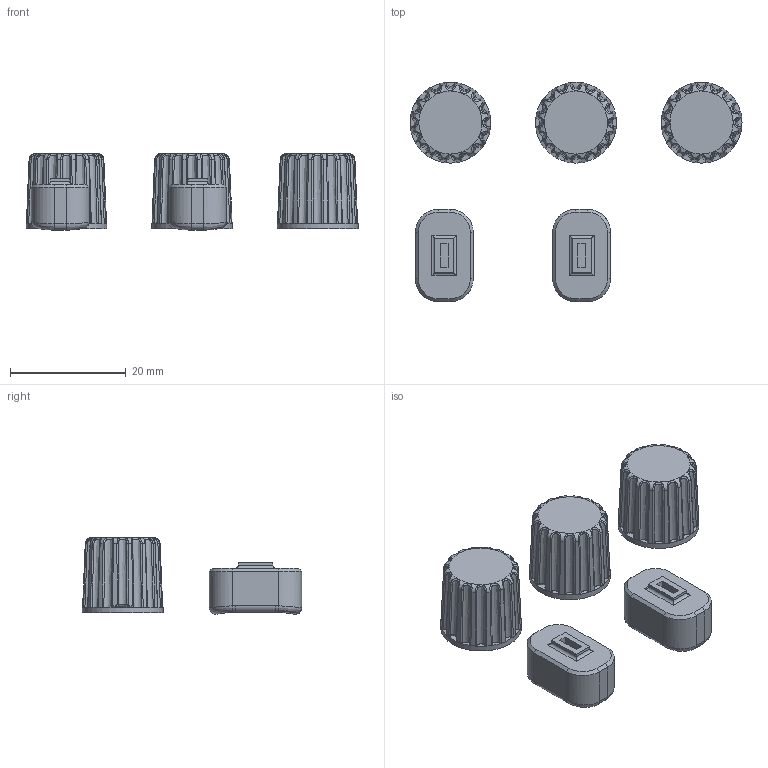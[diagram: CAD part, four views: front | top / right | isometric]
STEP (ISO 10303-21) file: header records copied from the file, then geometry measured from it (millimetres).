
FILE_DESCRIPTION(/* description */ (''),/* implementation_level */ '2;1');
FILE_NAME(/* name */ 'knobs and sliders.step',/* time_stamp */ '2025-07-13T10:54:21+02:00',/* author */ (''),/* organization */ (''),/* preprocessor_version */ 'ST-DEVELOPER v20.1',/* originating_system */ 'Autodesk Translation Framework v14.10.0.0',/* authorisation */ '');
FILE_SCHEMA (('AUTOMOTIVE_DESIGN { 1 0 10303 214 3 1 1 }'));
Length unit declared in the file: millimetre
Products named in the file (3): (Unsaved); moonpad slider; moonpad knob
Assembly tree (5 placements, depth 2):
  (Unsaved)
    moonpad knob  x3
    moonpad slider  x2
Bounding box: 57.45 x 38 x 13.23 mm (x, y, z)
Volume: 6578 mm3; surface area: 5382 mm2
Topology: 8 solids, 8 shells, 392 faces, 939 edges, 570 vertices
Faces by surface type: bspline 218, plane 64, cone 59, cylinder 40, torus 11
Full cylindrical faces by diameter (mm): 14 x3
Entity records: 9940 total; most frequent: CARTESIAN_POINT 7065, ORIENTED_EDGE 694, DIRECTION 371, EDGE_CURVE 347, VERTEX_POINT 210, B_SPLINE_CURVE_WITH_KNOTS 205, EDGE_LOOP 151, AXIS2_PLACEMENT_3D 149
